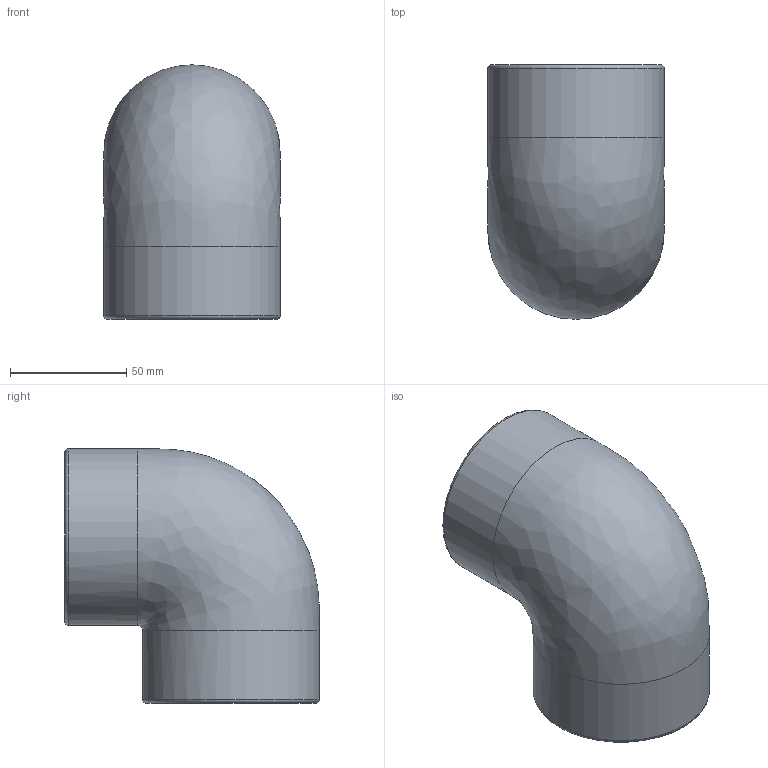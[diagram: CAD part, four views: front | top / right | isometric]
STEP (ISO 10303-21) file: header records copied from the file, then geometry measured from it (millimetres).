
FILE_DESCRIPTION(/* description */ (''),/* implementation_level */ '2;1');
FILE_NAME(/* name */ 'GFV200.ipt.stp',/* time_stamp */ '2013-10-01T14:40:45+02:00',/* author */ ('Marco de Biase'),/* organization */ (''),/* preprocessor_version */ 'ST-DEVELOPER v15.2',/* originating_system */ 'Autodesk Inventor 2014',/* authorisation */ '');
FILE_SCHEMA (('AUTOMOTIVE_DESIGN { 1 0 10303 214 3 1 1 }'));
Length unit declared in the file: millimetre
Products named in the file (1): GFV200
Bounding box: 76 x 109.5 x 109.5 mm (x, y, z)
Volume: 264301 mm3; surface area: 57496.8 mm2
Topology: 1 solids, 1 shells, 14 faces, 42 edges, 32 vertices
Faces by surface type: cylinder 6, plane 4, torus 2, bspline 2
Full cylindrical faces by diameter (mm): 56.1 x2, 56.656 x2, 76 x2
Entity records: 6971 total; most frequent: CARTESIAN_POINT 6554, DIRECTION 90, ORIENTED_EDGE 68, AXIS2_PLACEMENT_3D 45, EDGE_CURVE 34, CIRCLE 32, VERTEX_POINT 32, EDGE_LOOP 26
